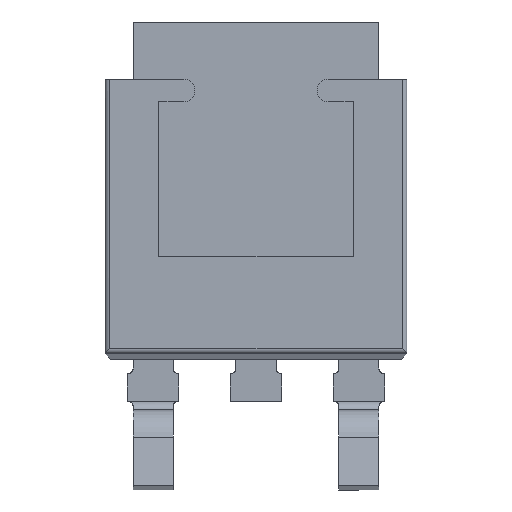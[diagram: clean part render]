
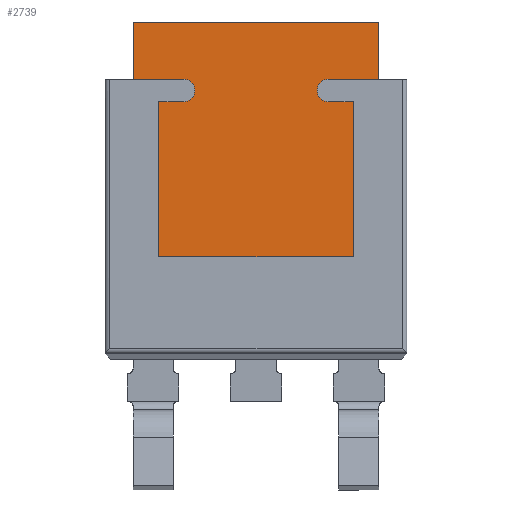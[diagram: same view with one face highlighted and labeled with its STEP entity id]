
A CAD part, top view. The second image highlights one B-rep face of the part: STEP entity #2739.
In plain terms, the highlighted planar face has unit normal (0, 0, 1).
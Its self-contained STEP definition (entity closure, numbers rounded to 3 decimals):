
#49 = CARTESIAN_POINT ( 'NONE',  ( -2.16, 2.61, 2.39 ) ) ;
#113 = AXIS2_PLACEMENT_3D ( 'NONE', #1370, #3249, #2435 ) ;
#129 = DIRECTION ( 'NONE',  ( 1., 0., 0. ) ) ;
#190 = VERTEX_POINT ( 'NONE', #2917 ) ;
#204 = CARTESIAN_POINT ( 'NONE',  ( -2.73, 4.38, 2.39 ) ) ;
#245 = DIRECTION ( 'NONE',  ( 1., 0., 0. ) ) ;
#315 = LINE ( 'NONE', #737, #1061 ) ;
#319 = CIRCLE ( 'NONE', #1080, 0.25 ) ;
#334 = DIRECTION ( 'NONE',  ( -1., 0., 0. ) ) ;
#353 = DIRECTION ( 'NONE',  ( 0., -1., 0. ) ) ;
#365 = ORIENTED_EDGE ( 'NONE', *, *, #1869, .T. ) ;
#457 = CIRCLE ( 'NONE', #1353, 0.25 ) ;
#492 = AXIS2_PLACEMENT_3D ( 'NONE', #1389, #1734, #2217 ) ;
#501 = DIRECTION ( 'NONE',  ( 0., -1., 0. ) ) ;
#542 = CIRCLE ( 'NONE', #113, 0.25 ) ;
#667 = ORIENTED_EDGE ( 'NONE', *, *, #2637, .T. ) ;
#668 = LINE ( 'NONE', #1138, #3261 ) ;
#669 = CARTESIAN_POINT ( 'NONE',  ( 2.16, 2.61, 2.39 ) ) ;
#719 = ORIENTED_EDGE ( 'NONE', *, *, #2703, .T. ) ;
#737 = CARTESIAN_POINT ( 'NONE',  ( 2.73, 4.38, 2.39 ) ) ;
#738 = EDGE_CURVE ( 'NONE', #190, #1902, #1154, .T. ) ;
#745 = EDGE_CURVE ( 'NONE', #1427, #1098, #542, .T. ) ;
#759 = VERTEX_POINT ( 'NONE', #2172 ) ;
#848 = VERTEX_POINT ( 'NONE', #2600 ) ;
#886 = EDGE_CURVE ( 'NONE', #967, #759, #3200, .T. ) ;
#927 = VECTOR ( 'NONE', #353, 1000. ) ;
#967 = VERTEX_POINT ( 'NONE', #2313 ) ;
#978 = ORIENTED_EDGE ( 'NONE', *, *, #745, .T. ) ;
#997 = VERTEX_POINT ( 'NONE', #204 ) ;
#1005 = CARTESIAN_POINT ( 'NONE',  ( -2.73, 3.11, 2.39 ) ) ;
#1014 = LINE ( 'NONE', #3291, #927 ) ;
#1061 = VECTOR ( 'NONE', #2665, 1000. ) ;
#1080 = AXIS2_PLACEMENT_3D ( 'NONE', #3489, #1872, #2149 ) ;
#1097 = EDGE_CURVE ( 'NONE', #997, #967, #1613, .T. ) ;
#1098 = VERTEX_POINT ( 'NONE', #3263 ) ;
#1138 = CARTESIAN_POINT ( 'NONE',  ( 2.73, 4.38, 2.39 ) ) ;
#1141 = EDGE_CURVE ( 'NONE', #1839, #1427, #1192, .T. ) ;
#1154 = LINE ( 'NONE', #2712, #2952 ) ;
#1182 = VERTEX_POINT ( 'NONE', #1650 ) ;
#1192 = LINE ( 'NONE', #3277, #1799 ) ;
#1211 = VERTEX_POINT ( 'NONE', #1614 ) ;
#1285 = EDGE_CURVE ( 'NONE', #1098, #190, #457, .T. ) ;
#1351 = VECTOR ( 'NONE', #3368, 1000. ) ;
#1353 = AXIS2_PLACEMENT_3D ( 'NONE', #3310, #2773, #1962 ) ;
#1358 = VECTOR ( 'NONE', #2566, 1000. ) ;
#1359 = DIRECTION ( 'NONE',  ( -1., 0., 0. ) ) ;
#1370 = CARTESIAN_POINT ( 'NONE',  ( 1.61, 2.86, 2.39 ) ) ;
#1389 = CARTESIAN_POINT ( 'NONE',  ( -1.61, 2.86, 2.39 ) ) ;
#1410 = ORIENTED_EDGE ( 'NONE', *, *, #1285, .T. ) ;
#1427 = VERTEX_POINT ( 'NONE', #2281 ) ;
#1450 = VECTOR ( 'NONE', #501, 1000. ) ;
#1607 = CARTESIAN_POINT ( 'NONE',  ( 2.73, 3.11, 2.39 ) ) ;
#1613 = LINE ( 'NONE', #2441, #1450 ) ;
#1614 = CARTESIAN_POINT ( 'NONE',  ( -1.61, 2.61, 2.39 ) ) ;
#1650 = CARTESIAN_POINT ( 'NONE',  ( 2.73, 4.38, 2.39 ) ) ;
#1722 = CARTESIAN_POINT ( 'NONE',  ( -2.16, -0.83, 2.39 ) ) ;
#1734 = DIRECTION ( 'NONE',  ( 0., 0., 1. ) ) ;
#1755 = ORIENTED_EDGE ( 'NONE', *, *, #1097, .T. ) ;
#1770 = CARTESIAN_POINT ( 'NONE',  ( -2.16, -0.83, 2.39 ) ) ;
#1799 = VECTOR ( 'NONE', #1359, 1000. ) ;
#1839 = VERTEX_POINT ( 'NONE', #1915 ) ;
#1869 = EDGE_CURVE ( 'NONE', #759, #1211, #319, .T. ) ;
#1872 = DIRECTION ( 'NONE',  ( 0., 0., -1. ) ) ;
#1881 = ORIENTED_EDGE ( 'NONE', *, *, #738, .T. ) ;
#1902 = VERTEX_POINT ( 'NONE', #1607 ) ;
#1915 = CARTESIAN_POINT ( 'NONE',  ( 2.16, 2.61, 2.39 ) ) ;
#1962 = DIRECTION ( 'NONE',  ( -1., 0., 0. ) ) ;
#2076 = ORIENTED_EDGE ( 'NONE', *, *, #2699, .T. ) ;
#2077 = LINE ( 'NONE', #1770, #1351 ) ;
#2149 = DIRECTION ( 'NONE',  ( 1., 0., 0. ) ) ;
#2172 = CARTESIAN_POINT ( 'NONE',  ( -1.61, 3.11, 2.39 ) ) ;
#2193 = PLANE ( 'NONE',  #492 ) ;
#2217 = DIRECTION ( 'NONE',  ( 1., 0., 0. ) ) ;
#2248 = FACE_OUTER_BOUND ( 'NONE', #3078, .T. ) ;
#2281 = CARTESIAN_POINT ( 'NONE',  ( 1.61, 2.61, 2.39 ) ) ;
#2313 = CARTESIAN_POINT ( 'NONE',  ( -2.73, 3.11, 2.39 ) ) ;
#2373 = EDGE_CURVE ( 'NONE', #1902, #1182, #315, .T. ) ;
#2417 = VECTOR ( 'NONE', #2578, 1000. ) ;
#2435 = DIRECTION ( 'NONE',  ( -1., 0., 0. ) ) ;
#2441 = CARTESIAN_POINT ( 'NONE',  ( -2.73, 4.38, 2.39 ) ) ;
#2480 = VECTOR ( 'NONE', #129, 1000. ) ;
#2562 = EDGE_CURVE ( 'NONE', #1182, #997, #668, .T. ) ;
#2566 = DIRECTION ( 'NONE',  ( -1., 0., 0. ) ) ;
#2575 = ORIENTED_EDGE ( 'NONE', *, *, #2562, .T. ) ;
#2576 = CARTESIAN_POINT ( 'NONE',  ( 2.16, -0.83, 2.39 ) ) ;
#2578 = DIRECTION ( 'NONE',  ( 0., 1., 0. ) ) ;
#2600 = CARTESIAN_POINT ( 'NONE',  ( -2.16, 2.61, 2.39 ) ) ;
#2637 = EDGE_CURVE ( 'NONE', #1211, #848, #2933, .T. ) ;
#2665 = DIRECTION ( 'NONE',  ( 0., 1., 0. ) ) ;
#2699 = EDGE_CURVE ( 'NONE', #3272, #3220, #2077, .T. ) ;
#2703 = EDGE_CURVE ( 'NONE', #3220, #1839, #3142, .T. ) ;
#2712 = CARTESIAN_POINT ( 'NONE',  ( 2.73, 3.11, 2.39 ) ) ;
#2739 = ADVANCED_FACE ( 'NONE', ( #2248 ), #2193, .T. ) ;
#2773 = DIRECTION ( 'NONE',  ( 0., 0., -1. ) ) ;
#2839 = EDGE_CURVE ( 'NONE', #848, #3272, #1014, .T. ) ;
#2917 = CARTESIAN_POINT ( 'NONE',  ( 1.61, 3.11, 2.39 ) ) ;
#2933 = LINE ( 'NONE', #49, #1358 ) ;
#2952 = VECTOR ( 'NONE', #245, 1000. ) ;
#2999 = ORIENTED_EDGE ( 'NONE', *, *, #886, .T. ) ;
#3078 = EDGE_LOOP ( 'NONE', ( #667, #3227, #2076, #719, #3226, #978, #1410, #1881, #3328, #2575, #1755, #2999, #365 ) ) ;
#3142 = LINE ( 'NONE', #669, #2417 ) ;
#3200 = LINE ( 'NONE', #1005, #2480 ) ;
#3220 = VERTEX_POINT ( 'NONE', #2576 ) ;
#3226 = ORIENTED_EDGE ( 'NONE', *, *, #1141, .T. ) ;
#3227 = ORIENTED_EDGE ( 'NONE', *, *, #2839, .T. ) ;
#3249 = DIRECTION ( 'NONE',  ( 0., 0., -1. ) ) ;
#3261 = VECTOR ( 'NONE', #334, 1000. ) ;
#3263 = CARTESIAN_POINT ( 'NONE',  ( 1.36, 2.86, 2.39 ) ) ;
#3272 = VERTEX_POINT ( 'NONE', #1722 ) ;
#3277 = CARTESIAN_POINT ( 'NONE',  ( 2.16, 2.61, 2.39 ) ) ;
#3291 = CARTESIAN_POINT ( 'NONE',  ( -2.16, 2.61, 2.39 ) ) ;
#3310 = CARTESIAN_POINT ( 'NONE',  ( 1.61, 2.86, 2.39 ) ) ;
#3328 = ORIENTED_EDGE ( 'NONE', *, *, #2373, .T. ) ;
#3368 = DIRECTION ( 'NONE',  ( 1., 0., 0. ) ) ;
#3489 = CARTESIAN_POINT ( 'NONE',  ( -1.61, 2.86, 2.39 ) ) ;
